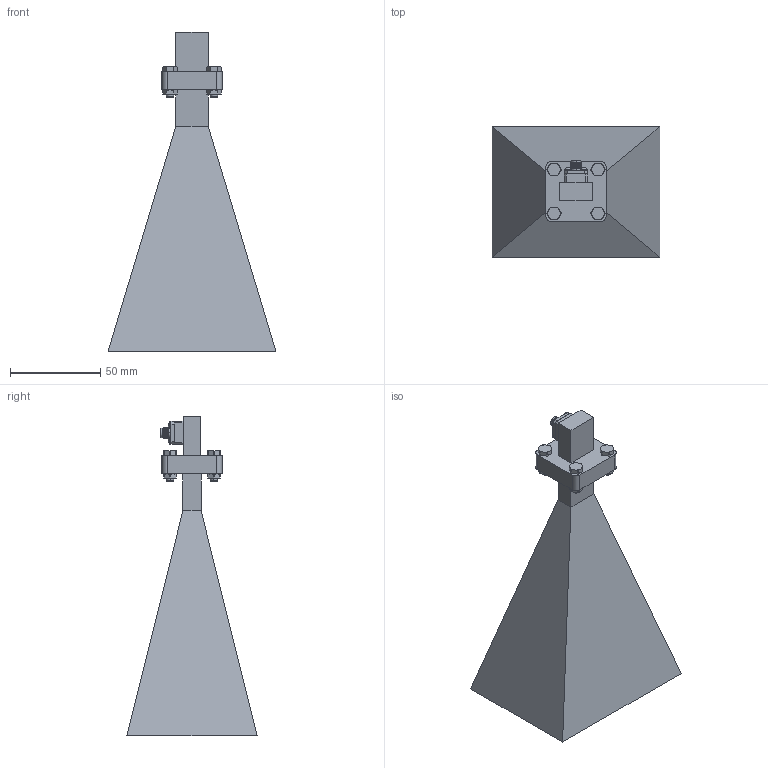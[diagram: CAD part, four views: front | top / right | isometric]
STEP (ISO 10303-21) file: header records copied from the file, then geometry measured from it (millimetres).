
FILE_DESCRIPTION (( 'STEP AP203' ), '1' );
FILE_NAME ('AR-6C1-R-H1.STEP', '2025-07-07T20:21:00', ( '' ), ( '' ), 'SwSTEP 2.0', 'SolidWorks 2021', '' );
FILE_SCHEMA (( 'CONFIG_CONTROL_DESIGN' ));
Length unit declared in the file: inch
Products named in the file (1): AR-6C1-R-H1
Bounding box: 93 x 72 x 177 mm (x, y, z)
Surface area: 41420.4 mm2 (no closed solid volume)
Topology: 0 solids, 22 shells, 542 faces, 1325 edges, 840 vertices
Faces by surface type: plane 202, cylinder 162, cone 124, bspline 30, torus 16, sphere 8
Entity records: 22402 total; most frequent: CARTESIAN_POINT 10209, ORIENTED_EDGE 2614, DIRECTION 2310, EDGE_CURVE 1323, AXIS2_PLACEMENT_3D 913, VERTEX_POINT 840, EDGE_LOOP 599, FACE_OUTER_BOUND 542
